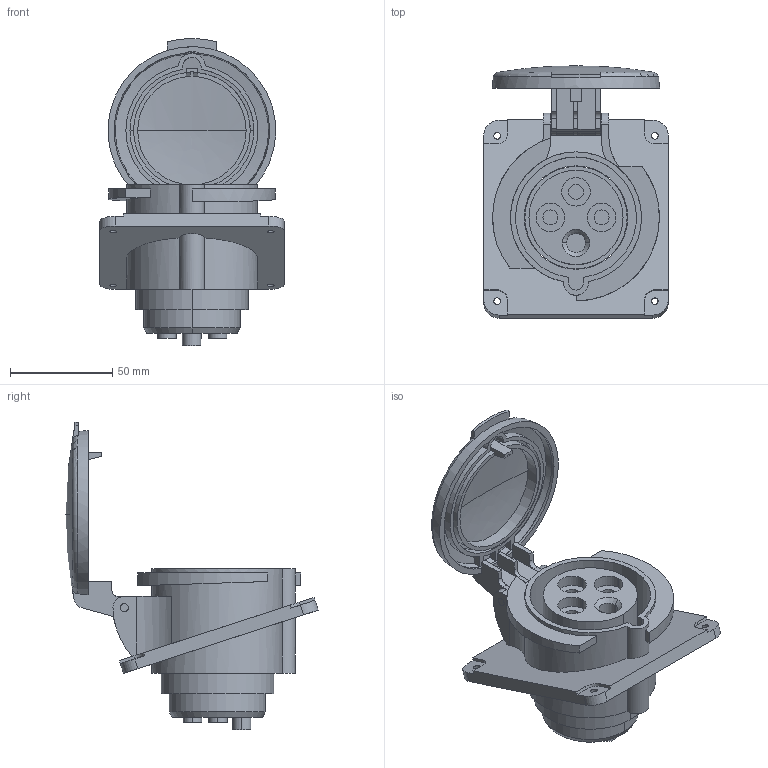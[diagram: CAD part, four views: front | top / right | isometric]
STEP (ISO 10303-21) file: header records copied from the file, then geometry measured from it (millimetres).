
FILE_DESCRIPTION((''),'2;1');
FILE_NAME('PKF32F434_3D-SIMPLIFIED_ASM','2023-02-14T12:42:36',('melanie.cordero'),(''),'CREO PARAMETRIC BY PTC INC, 2018260','CREO PARAMETRIC BY PTC INC, 2018260','');
FILE_SCHEMA(('CONFIG_CONTROL_DESIGN'));
Length unit declared in the file: millimetre
Products named in the file (5): PRT0002_1; PRT0002_2; PRT0002_3; PRT0002_4; PKF32F434_3D-SIMPLIFIED_ASM
Assembly tree (4 placements, depth 2):
  PKF32F434_3D-SIMPLIFIED_ASM
    PRT0002_1
    PRT0002_2
    PRT0002_3
    PRT0002_4
Bounding box: 90 x 123.21 x 150 mm (x, y, z)
Volume: 222237.8 mm3; surface area: 83836.2 mm2
Topology: 4 solids, 4 shells, 270 faces, 745 edges, 502 vertices
Faces by surface type: plane 143, cylinder 104, bspline 10, sphere 6, cone 4, torus 3
Entity records: 9523 total; most frequent: CARTESIAN_POINT 2376, DIRECTION 1490, ORIENTED_EDGE 1478, EDGE_CURVE 739, AXIS2_PLACEMENT_3D 564, VERTEX_POINT 502, VECTOR 362, LINE 362
